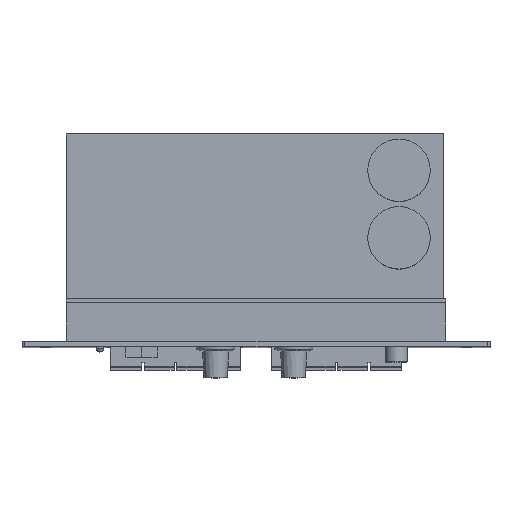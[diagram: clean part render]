
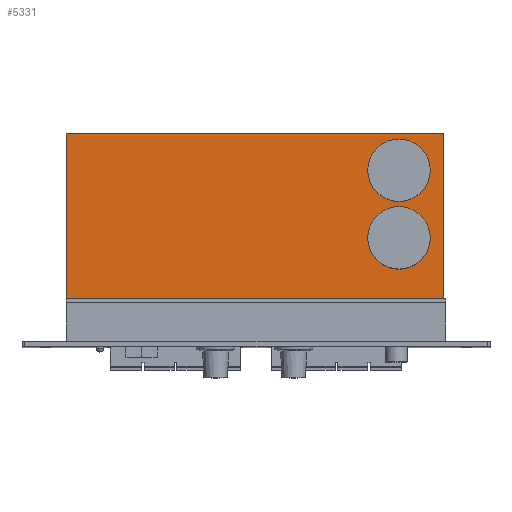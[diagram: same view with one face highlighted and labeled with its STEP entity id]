
A CAD part, top view. The second image highlights one B-rep face of the part: STEP entity #5331.
In plain terms, the highlighted planar face has unit normal (0, 0, 1).
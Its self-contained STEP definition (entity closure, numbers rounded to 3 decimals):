
#2073 = PLANE('',#2074);
#2074 = AXIS2_PLACEMENT_3D('',#2075,#2076,#2077);
#2075 = CARTESIAN_POINT('',(0.,0.,
    1.));
#2076 = DIRECTION('',(0.,1.,0.));
#2077 = DIRECTION('',(0.,0.,1.));
#4332 = EDGE_CURVE('',#4333,#4335,#4337,.T.);
#4333 = VERTEX_POINT('',#4334);
#4334 = CARTESIAN_POINT('',(17.,0.,111.5));
#4335 = VERTEX_POINT('',#4336);
#4336 = CARTESIAN_POINT('',(162.,0.,111.5));
#4337 = SURFACE_CURVE('',#4338,(#4342,#4349),.PCURVE_S1.);
#4338 = LINE('',#4339,#4340);
#4339 = CARTESIAN_POINT('',(17.,0.,111.5));
#4340 = VECTOR('',#4341,1.);
#4341 = DIRECTION('',(1.,0.,0.));
#4342 = PCURVE('',#2073,#4343);
#4343 = DEFINITIONAL_REPRESENTATION('',(#4344),#4348);
#4344 = LINE('',#4345,#4346);
#4345 = CARTESIAN_POINT('',(110.5,17.));
#4346 = VECTOR('',#4347,1.);
#4347 = DIRECTION('',(0.,1.));
#4348 = ( GEOMETRIC_REPRESENTATION_CONTEXT(2) 
PARAMETRIC_REPRESENTATION_CONTEXT() REPRESENTATION_CONTEXT('2D SPACE',''
  ) );
#4349 = PCURVE('',#4350,#4355);
#4350 = PLANE('',#4351);
#4351 = AXIS2_PLACEMENT_3D('',#4352,#4353,#4354);
#4352 = CARTESIAN_POINT('',(17.,0.,111.5));
#4353 = DIRECTION('',(0.,0.,-1.));
#4354 = DIRECTION('',(-1.,0.,0.));
#4355 = DEFINITIONAL_REPRESENTATION('',(#4356),#4360);
#4356 = LINE('',#4357,#4358);
#4357 = CARTESIAN_POINT('',(0.,0.));
#4358 = VECTOR('',#4359,1.);
#4359 = DIRECTION('',(-1.,0.));
#4360 = ( GEOMETRIC_REPRESENTATION_CONTEXT(2) 
PARAMETRIC_REPRESENTATION_CONTEXT() REPRESENTATION_CONTEXT('2D SPACE',''
  ) );
#4378 = PLANE('',#4379);
#4379 = AXIS2_PLACEMENT_3D('',#4380,#4381,#4382);
#4380 = CARTESIAN_POINT('',(17.,80.,110.));
#4381 = DIRECTION('',(1.,0.,0.));
#4382 = DIRECTION('',(0.,-1.,0.));
#4432 = PLANE('',#4433);
#4433 = AXIS2_PLACEMENT_3D('',#4434,#4435,#4436);
#4434 = CARTESIAN_POINT('',(162.,0.,110.));
#4435 = DIRECTION('',(-1.,0.,0.));
#4436 = DIRECTION('',(0.,1.,0.));
#5331 = ADVANCED_FACE('',(#5332,#5407,#5442),#4350,.F.);
#5332 = FACE_BOUND('',#5333,.F.);
#5333 = EDGE_LOOP('',(#5334,#5335,#5358,#5386));
#5334 = ORIENTED_EDGE('',*,*,#4332,.F.);
#5335 = ORIENTED_EDGE('',*,*,#5336,.F.);
#5336 = EDGE_CURVE('',#5337,#4333,#5339,.T.);
#5337 = VERTEX_POINT('',#5338);
#5338 = CARTESIAN_POINT('',(17.,80.,111.5));
#5339 = SURFACE_CURVE('',#5340,(#5344,#5351),.PCURVE_S1.);
#5340 = LINE('',#5341,#5342);
#5341 = CARTESIAN_POINT('',(17.,80.,111.5));
#5342 = VECTOR('',#5343,1.);
#5343 = DIRECTION('',(0.,-1.,0.));
#5344 = PCURVE('',#4350,#5345);
#5345 = DEFINITIONAL_REPRESENTATION('',(#5346),#5350);
#5346 = LINE('',#5347,#5348);
#5347 = CARTESIAN_POINT('',(0.,80.));
#5348 = VECTOR('',#5349,1.);
#5349 = DIRECTION('',(0.,-1.));
#5350 = ( GEOMETRIC_REPRESENTATION_CONTEXT(2) 
PARAMETRIC_REPRESENTATION_CONTEXT() REPRESENTATION_CONTEXT('2D SPACE',''
  ) );
#5351 = PCURVE('',#4378,#5352);
#5352 = DEFINITIONAL_REPRESENTATION('',(#5353),#5357);
#5353 = LINE('',#5354,#5355);
#5354 = CARTESIAN_POINT('',(0.,-1.5));
#5355 = VECTOR('',#5356,1.);
#5356 = DIRECTION('',(1.,0.));
#5357 = ( GEOMETRIC_REPRESENTATION_CONTEXT(2) 
PARAMETRIC_REPRESENTATION_CONTEXT() REPRESENTATION_CONTEXT('2D SPACE',''
  ) );
#5358 = ORIENTED_EDGE('',*,*,#5359,.F.);
#5359 = EDGE_CURVE('',#5360,#5337,#5362,.T.);
#5360 = VERTEX_POINT('',#5361);
#5361 = CARTESIAN_POINT('',(162.,80.,111.5));
#5362 = SURFACE_CURVE('',#5363,(#5367,#5374),.PCURVE_S1.);
#5363 = LINE('',#5364,#5365);
#5364 = CARTESIAN_POINT('',(162.,80.,111.5));
#5365 = VECTOR('',#5366,1.);
#5366 = DIRECTION('',(-1.,0.,0.));
#5367 = PCURVE('',#4350,#5368);
#5368 = DEFINITIONAL_REPRESENTATION('',(#5369),#5373);
#5369 = LINE('',#5370,#5371);
#5370 = CARTESIAN_POINT('',(-145.,80.));
#5371 = VECTOR('',#5372,1.);
#5372 = DIRECTION('',(1.,0.));
#5373 = ( GEOMETRIC_REPRESENTATION_CONTEXT(2) 
PARAMETRIC_REPRESENTATION_CONTEXT() REPRESENTATION_CONTEXT('2D SPACE',''
  ) );
#5374 = PCURVE('',#5375,#5380);
#5375 = PLANE('',#5376);
#5376 = AXIS2_PLACEMENT_3D('',#5377,#5378,#5379);
#5377 = CARTESIAN_POINT('',(162.,80.,110.));
#5378 = DIRECTION('',(0.,-1.,0.));
#5379 = DIRECTION('',(-1.,0.,0.));
#5380 = DEFINITIONAL_REPRESENTATION('',(#5381),#5385);
#5381 = LINE('',#5382,#5383);
#5382 = CARTESIAN_POINT('',(0.,-1.5));
#5383 = VECTOR('',#5384,1.);
#5384 = DIRECTION('',(1.,0.));
#5385 = ( GEOMETRIC_REPRESENTATION_CONTEXT(2) 
PARAMETRIC_REPRESENTATION_CONTEXT() REPRESENTATION_CONTEXT('2D SPACE',''
  ) );
#5386 = ORIENTED_EDGE('',*,*,#5387,.F.);
#5387 = EDGE_CURVE('',#4335,#5360,#5388,.T.);
#5388 = SURFACE_CURVE('',#5389,(#5393,#5400),.PCURVE_S1.);
#5389 = LINE('',#5390,#5391);
#5390 = CARTESIAN_POINT('',(162.,0.,111.5));
#5391 = VECTOR('',#5392,1.);
#5392 = DIRECTION('',(0.,1.,0.));
#5393 = PCURVE('',#4350,#5394);
#5394 = DEFINITIONAL_REPRESENTATION('',(#5395),#5399);
#5395 = LINE('',#5396,#5397);
#5396 = CARTESIAN_POINT('',(-145.,0.));
#5397 = VECTOR('',#5398,1.);
#5398 = DIRECTION('',(0.,1.));
#5399 = ( GEOMETRIC_REPRESENTATION_CONTEXT(2) 
PARAMETRIC_REPRESENTATION_CONTEXT() REPRESENTATION_CONTEXT('2D SPACE',''
  ) );
#5400 = PCURVE('',#4432,#5401);
#5401 = DEFINITIONAL_REPRESENTATION('',(#5402),#5406);
#5402 = LINE('',#5403,#5404);
#5403 = CARTESIAN_POINT('',(0.,-1.5));
#5404 = VECTOR('',#5405,1.);
#5405 = DIRECTION('',(1.,0.));
#5406 = ( GEOMETRIC_REPRESENTATION_CONTEXT(2) 
PARAMETRIC_REPRESENTATION_CONTEXT() REPRESENTATION_CONTEXT('2D SPACE',''
  ) );
#5407 = FACE_BOUND('',#5408,.F.);
#5408 = EDGE_LOOP('',(#5409));
#5409 = ORIENTED_EDGE('',*,*,#5410,.T.);
#5410 = EDGE_CURVE('',#5411,#5411,#5413,.T.);
#5411 = VERTEX_POINT('',#5412);
#5412 = CARTESIAN_POINT('',(157.,66.,111.5));
#5413 = SURFACE_CURVE('',#5414,(#5419,#5430),.PCURVE_S1.);
#5414 = CIRCLE('',#5415,12.);
#5415 = AXIS2_PLACEMENT_3D('',#5416,#5417,#5418);
#5416 = CARTESIAN_POINT('',(145.,66.,111.5));
#5417 = DIRECTION('',(0.,0.,1.));
#5418 = DIRECTION('',(1.,0.,0.));
#5419 = PCURVE('',#4350,#5420);
#5420 = DEFINITIONAL_REPRESENTATION('',(#5421),#5429);
#5421 = ( BOUNDED_CURVE() B_SPLINE_CURVE(2,(#5422,#5423,#5424,#5425,
#5426,#5427,#5428),.UNSPECIFIED.,.T.,.F.) B_SPLINE_CURVE_WITH_KNOTS((1,2
    ,2,2,2,1),(-2.094,0.,2.094,4.189,
6.283,8.378),.UNSPECIFIED.) CURVE() 
GEOMETRIC_REPRESENTATION_ITEM() RATIONAL_B_SPLINE_CURVE((1.,0.5,1.,0.5,
1.,0.5,1.)) REPRESENTATION_ITEM('') );
#5422 = CARTESIAN_POINT('',(-140.,66.));
#5423 = CARTESIAN_POINT('',(-140.,86.785));
#5424 = CARTESIAN_POINT('',(-122.,76.392));
#5425 = CARTESIAN_POINT('',(-104.,66.));
#5426 = CARTESIAN_POINT('',(-122.,55.608));
#5427 = CARTESIAN_POINT('',(-140.,45.215));
#5428 = CARTESIAN_POINT('',(-140.,66.));
#5429 = ( GEOMETRIC_REPRESENTATION_CONTEXT(2) 
PARAMETRIC_REPRESENTATION_CONTEXT() REPRESENTATION_CONTEXT('2D SPACE',''
  ) );
#5430 = PCURVE('',#5431,#5436);
#5431 = CYLINDRICAL_SURFACE('',#5432,12.);
#5432 = AXIS2_PLACEMENT_3D('',#5433,#5434,#5435);
#5433 = CARTESIAN_POINT('',(145.,66.,111.5));
#5434 = DIRECTION('',(0.,0.,-1.));
#5435 = DIRECTION('',(1.,0.,0.));
#5436 = DEFINITIONAL_REPRESENTATION('',(#5437),#5441);
#5437 = LINE('',#5438,#5439);
#5438 = CARTESIAN_POINT('',(0.,0.));
#5439 = VECTOR('',#5440,1.);
#5440 = DIRECTION('',(-1.,0.));
#5441 = ( GEOMETRIC_REPRESENTATION_CONTEXT(2) 
PARAMETRIC_REPRESENTATION_CONTEXT() REPRESENTATION_CONTEXT('2D SPACE',''
  ) );
#5442 = FACE_BOUND('',#5443,.F.);
#5443 = EDGE_LOOP('',(#5444));
#5444 = ORIENTED_EDGE('',*,*,#5445,.T.);
#5445 = EDGE_CURVE('',#5446,#5446,#5448,.T.);
#5446 = VERTEX_POINT('',#5447);
#5447 = CARTESIAN_POINT('',(157.,40.,111.5));
#5448 = SURFACE_CURVE('',#5449,(#5454,#5465),.PCURVE_S1.);
#5449 = CIRCLE('',#5450,12.);
#5450 = AXIS2_PLACEMENT_3D('',#5451,#5452,#5453);
#5451 = CARTESIAN_POINT('',(145.,40.,111.5));
#5452 = DIRECTION('',(0.,0.,1.));
#5453 = DIRECTION('',(1.,0.,0.));
#5454 = PCURVE('',#4350,#5455);
#5455 = DEFINITIONAL_REPRESENTATION('',(#5456),#5464);
#5456 = ( BOUNDED_CURVE() B_SPLINE_CURVE(2,(#5457,#5458,#5459,#5460,
#5461,#5462,#5463),.UNSPECIFIED.,.T.,.F.) B_SPLINE_CURVE_WITH_KNOTS((1,2
    ,2,2,2,1),(-2.094,0.,2.094,4.189,
6.283,8.378),.UNSPECIFIED.) CURVE() 
GEOMETRIC_REPRESENTATION_ITEM() RATIONAL_B_SPLINE_CURVE((1.,0.5,1.,0.5,
1.,0.5,1.)) REPRESENTATION_ITEM('') );
#5457 = CARTESIAN_POINT('',(-140.,40.));
#5458 = CARTESIAN_POINT('',(-140.,60.785));
#5459 = CARTESIAN_POINT('',(-122.,50.392));
#5460 = CARTESIAN_POINT('',(-104.,40.));
#5461 = CARTESIAN_POINT('',(-122.,29.608));
#5462 = CARTESIAN_POINT('',(-140.,19.215));
#5463 = CARTESIAN_POINT('',(-140.,40.));
#5464 = ( GEOMETRIC_REPRESENTATION_CONTEXT(2) 
PARAMETRIC_REPRESENTATION_CONTEXT() REPRESENTATION_CONTEXT('2D SPACE',''
  ) );
#5465 = PCURVE('',#5466,#5471);
#5466 = CYLINDRICAL_SURFACE('',#5467,12.);
#5467 = AXIS2_PLACEMENT_3D('',#5468,#5469,#5470);
#5468 = CARTESIAN_POINT('',(145.,40.,111.5));
#5469 = DIRECTION('',(0.,0.,-1.));
#5470 = DIRECTION('',(1.,0.,0.));
#5471 = DEFINITIONAL_REPRESENTATION('',(#5472),#5476);
#5472 = LINE('',#5473,#5474);
#5473 = CARTESIAN_POINT('',(0.,0.));
#5474 = VECTOR('',#5475,1.);
#5475 = DIRECTION('',(-1.,0.));
#5476 = ( GEOMETRIC_REPRESENTATION_CONTEXT(2) 
PARAMETRIC_REPRESENTATION_CONTEXT() REPRESENTATION_CONTEXT('2D SPACE',''
  ) );
